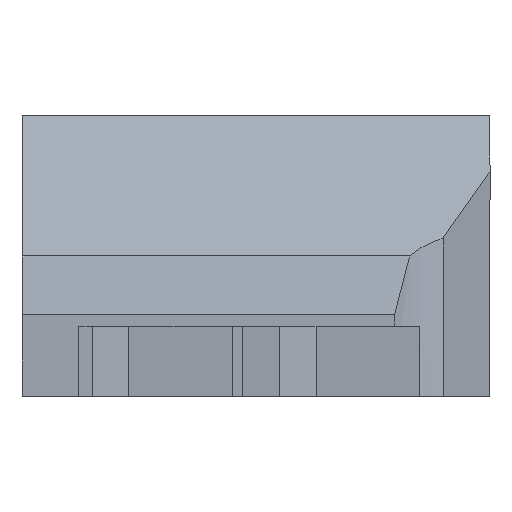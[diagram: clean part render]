
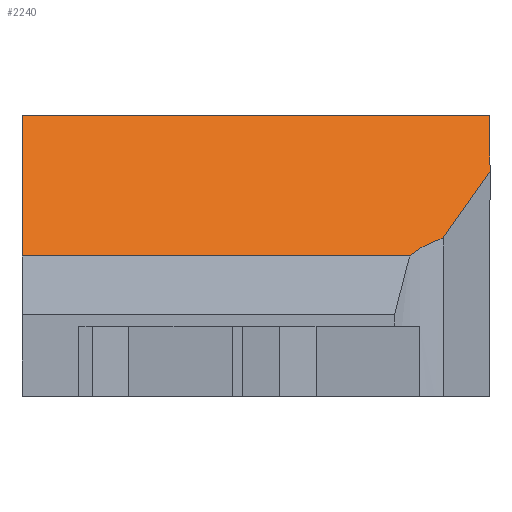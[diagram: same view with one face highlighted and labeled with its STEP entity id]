
A CAD part, left-side view. The second image highlights one B-rep face of the part: STEP entity #2240.
In plain terms, the highlighted planar face has unit normal (-0.707, 0, 0.707).
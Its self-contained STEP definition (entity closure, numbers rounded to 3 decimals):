
#29 = CARTESIAN_POINT ( 'NONE',  ( -93.33, 141.389, 12. ) ) ;
#157 = CARTESIAN_POINT ( 'NONE',  ( -99.33, -6.563, 6. ) ) ;
#219 = VECTOR ( 'NONE', #3516, 1000. ) ;
#235 = LINE ( 'NONE', #2397, #983 ) ;
#264 = VERTEX_POINT ( 'NONE', #2152 ) ;
#292 = VERTEX_POINT ( 'NONE', #2463 ) ;
#377 = EDGE_CURVE ( 'NONE', #453, #1538, #1841, .T. ) ;
#453 = VERTEX_POINT ( 'NONE', #2390 ) ;
#509 = ORIENTED_EDGE ( 'NONE', *, *, #1688, .F. ) ;
#530 = VERTEX_POINT ( 'NONE', #1536 ) ;
#585 = VERTEX_POINT ( 'NONE', #3271 ) ;
#664 = DIRECTION ( 'NONE',  ( -0.707, 0., 0.707 ) ) ;
#753 = CARTESIAN_POINT ( 'NONE',  ( -98.56, -8., 6.77 ) ) ;
#778 = EDGE_CURVE ( 'NONE', #585, #530, #1196, .T. ) ;
#821 = EDGE_CURVE ( 'NONE', #530, #292, #2045, .T. ) ;
#906 = EDGE_LOOP ( 'NONE', ( #3431, #1586, #3858, #2088, #3318, #509 ) ) ;
#983 = VECTOR ( 'NONE', #1796, 1000. ) ;
#1063 = LINE ( 'NONE', #1164, #219 ) ;
#1150 = CARTESIAN_POINT ( 'NONE',  ( -99.33, 10., 6. ) ) ;
#1164 = CARTESIAN_POINT ( 'NONE',  ( -96.665, -10., 8.665 ) ) ;
#1178 = CARTESIAN_POINT ( 'NONE',  ( -154.327, 31.048, -48.996 ) ) ;
#1196 =( BOUNDED_CURVE ( )  B_SPLINE_CURVE ( 3, ( #157, #2609, #3508, #753 ),
 .UNSPECIFIED., .F., .F. ) 
 B_SPLINE_CURVE_WITH_KNOTS ( ( 4, 4 ),
 ( 5.591, 5.991 ),
 .UNSPECIFIED. ) 
 CURVE ( )  GEOMETRIC_REPRESENTATION_ITEM ( )  RATIONAL_B_SPLINE_CURVE ( ( 1., 0.987, 0.987, 1. ) ) 
 REPRESENTATION_ITEM ( '' )  );
#1390 = LINE ( 'NONE', #29, #3627 ) ;
#1480 = DIRECTION ( 'NONE',  ( 0.634, -0.444, 0.634 ) ) ;
#1536 = CARTESIAN_POINT ( 'NONE',  ( -98.56, -8., 6.77 ) ) ;
#1538 = VERTEX_POINT ( 'NONE', #1150 ) ;
#1581 = EDGE_CURVE ( 'NONE', #292, #264, #1063, .T. ) ;
#1586 = ORIENTED_EDGE ( 'NONE', *, *, #3538, .T. ) ;
#1635 = AXIS2_PLACEMENT_3D ( 'NONE', #2763, #664, #3047 ) ;
#1688 = EDGE_CURVE ( 'NONE', #453, #264, #1390, .T. ) ;
#1796 = DIRECTION ( 'NONE',  ( 0., -1., 0. ) ) ;
#1841 = LINE ( 'NONE', #2914, #3285 ) ;
#1877 = PLANE ( 'NONE',  #1635 ) ;
#2045 = LINE ( 'NONE', #1178, #2738 ) ;
#2088 = ORIENTED_EDGE ( 'NONE', *, *, #821, .T. ) ;
#2152 = CARTESIAN_POINT ( 'NONE',  ( -93.33, -10., 12. ) ) ;
#2176 = FACE_OUTER_BOUND ( 'NONE', #906, .T. ) ;
#2240 = ADVANCED_FACE ( 'NONE', ( #2176 ), #1877, .T. ) ;
#2390 = CARTESIAN_POINT ( 'NONE',  ( -93.33, 10., 12. ) ) ;
#2397 = CARTESIAN_POINT ( 'NONE',  ( -99.33, 141.389, 6. ) ) ;
#2463 = CARTESIAN_POINT ( 'NONE',  ( -95.704, -10., 9.626 ) ) ;
#2609 = CARTESIAN_POINT ( 'NONE',  ( -98.979, -6.987, 6.351 ) ) ;
#2625 = DIRECTION ( 'NONE',  ( -0.707, 0., -0.707 ) ) ;
#2738 = VECTOR ( 'NONE', #1480, 1000. ) ;
#2763 = CARTESIAN_POINT ( 'NONE',  ( -99.33, 141.389, 6. ) ) ;
#2914 = CARTESIAN_POINT ( 'NONE',  ( -96.665, 10., 8.665 ) ) ;
#3047 = DIRECTION ( 'NONE',  ( -0.707, 0., -0.707 ) ) ;
#3261 = DIRECTION ( 'NONE',  ( 0., -1., 0. ) ) ;
#3271 = CARTESIAN_POINT ( 'NONE',  ( -99.33, -6.563, 6. ) ) ;
#3285 = VECTOR ( 'NONE', #2625, 1000. ) ;
#3318 = ORIENTED_EDGE ( 'NONE', *, *, #1581, .T. ) ;
#3431 = ORIENTED_EDGE ( 'NONE', *, *, #377, .T. ) ;
#3508 = CARTESIAN_POINT ( 'NONE',  ( -98.718, -7.473, 6.612 ) ) ;
#3516 = DIRECTION ( 'NONE',  ( 0.707, 0., 0.707 ) ) ;
#3538 = EDGE_CURVE ( 'NONE', #1538, #585, #235, .T. ) ;
#3627 = VECTOR ( 'NONE', #3261, 1000. ) ;
#3858 = ORIENTED_EDGE ( 'NONE', *, *, #778, .T. ) ;
